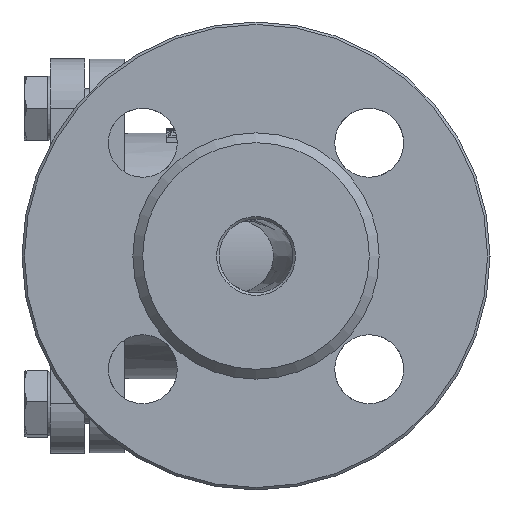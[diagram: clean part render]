
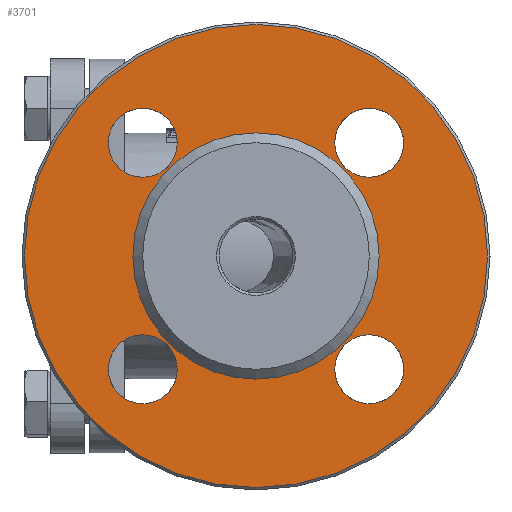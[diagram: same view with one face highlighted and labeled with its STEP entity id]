
A CAD part, left-side view. The second image highlights one B-rep face of the part: STEP entity #3701.
In plain terms, the highlighted planar face has unit normal (-1, 0, 0).
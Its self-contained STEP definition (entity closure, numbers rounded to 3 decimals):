
#330=FACE_BOUND('',#1255,.T.);
#331=FACE_BOUND('',#1256,.T.);
#332=FACE_BOUND('',#1257,.T.);
#333=FACE_BOUND('',#1258,.T.);
#334=FACE_BOUND('',#1259,.T.);
#821=PLANE('',#4072);
#1014=FACE_OUTER_BOUND('',#1254,.T.);
#1254=EDGE_LOOP('',(#3254));
#1255=EDGE_LOOP('',(#3255));
#1256=EDGE_LOOP('',(#3256));
#1257=EDGE_LOOP('',(#3257));
#1258=EDGE_LOOP('',(#3258));
#1259=EDGE_LOOP('',(#3259));
#1442=CIRCLE('',#4071,47.);
#1443=CIRCLE('',#4073,25.);
#1444=CIRCLE('',#4074,7.);
#1445=CIRCLE('',#4075,7.);
#1446=CIRCLE('',#4076,7.);
#1447=CIRCLE('',#4077,7.);
#1775=VERTEX_POINT('',#14765);
#1776=VERTEX_POINT('',#14769);
#1777=VERTEX_POINT('',#14771);
#1778=VERTEX_POINT('',#14773);
#1779=VERTEX_POINT('',#14775);
#1780=VERTEX_POINT('',#14777);
#2274=EDGE_CURVE('',#1775,#1775,#1442,.T.);
#2275=EDGE_CURVE('',#1776,#1776,#1443,.T.);
#2276=EDGE_CURVE('',#1777,#1777,#1444,.T.);
#2277=EDGE_CURVE('',#1778,#1778,#1445,.T.);
#2278=EDGE_CURVE('',#1779,#1779,#1446,.T.);
#2279=EDGE_CURVE('',#1780,#1780,#1447,.T.);
#3254=ORIENTED_EDGE('',*,*,#2274,.F.);
#3255=ORIENTED_EDGE('',*,*,#2275,.F.);
#3256=ORIENTED_EDGE('',*,*,#2276,.F.);
#3257=ORIENTED_EDGE('',*,*,#2277,.F.);
#3258=ORIENTED_EDGE('',*,*,#2278,.F.);
#3259=ORIENTED_EDGE('',*,*,#2279,.F.);
#3701=ADVANCED_FACE('',(#1014,#330,#331,#332,#333,#334),#821,.F.);
#4071=AXIS2_PLACEMENT_3D('',#14767,#4902,#4903);
#4072=AXIS2_PLACEMENT_3D('',#14768,#4904,#4905);
#4073=AXIS2_PLACEMENT_3D('',#14770,#4906,#4907);
#4074=AXIS2_PLACEMENT_3D('',#14772,#4908,#4909);
#4075=AXIS2_PLACEMENT_3D('',#14774,#4910,#4911);
#4076=AXIS2_PLACEMENT_3D('',#14776,#4912,#4913);
#4077=AXIS2_PLACEMENT_3D('',#14778,#4914,#4915);
#4902=DIRECTION('center_axis',(1.,0.,0.));
#4903=DIRECTION('ref_axis',(0.,0.,1.));
#4904=DIRECTION('center_axis',(1.,0.,0.));
#4905=DIRECTION('ref_axis',(0.,0.,-1.));
#4906=DIRECTION('center_axis',(-1.,0.,0.));
#4907=DIRECTION('ref_axis',(0.,-1.,0.));
#4908=DIRECTION('center_axis',(-1.,0.,0.));
#4909=DIRECTION('ref_axis',(0.,0.,1.));
#4910=DIRECTION('center_axis',(-1.,0.,0.));
#4911=DIRECTION('ref_axis',(0.,0.,1.));
#4912=DIRECTION('center_axis',(-1.,0.,0.));
#4913=DIRECTION('ref_axis',(0.,0.,1.));
#4914=DIRECTION('center_axis',(-1.,0.,0.));
#4915=DIRECTION('ref_axis',(0.,0.,1.));
#14765=CARTESIAN_POINT('',(2.,0.,-47.));
#14767=CARTESIAN_POINT('Origin',(2.,0.,0.));
#14768=CARTESIAN_POINT('Origin',(2.,0.,0.));
#14769=CARTESIAN_POINT('',(2.,25.,0.));
#14770=CARTESIAN_POINT('Origin',(2.,0.,0.));
#14771=CARTESIAN_POINT('',(2.,22.981,-29.981));
#14772=CARTESIAN_POINT('Origin',(2.,22.981,-22.981));
#14773=CARTESIAN_POINT('',(2.,-22.981,-29.981));
#14774=CARTESIAN_POINT('Origin',(2.,-22.981,-22.981));
#14775=CARTESIAN_POINT('',(2.,-22.981,15.981));
#14776=CARTESIAN_POINT('Origin',(2.,-22.981,22.981));
#14777=CARTESIAN_POINT('',(2.,22.981,15.981));
#14778=CARTESIAN_POINT('Origin',(2.,22.981,22.981));
